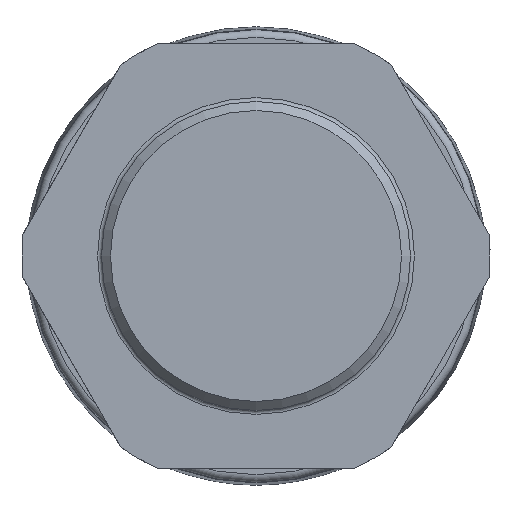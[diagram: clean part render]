
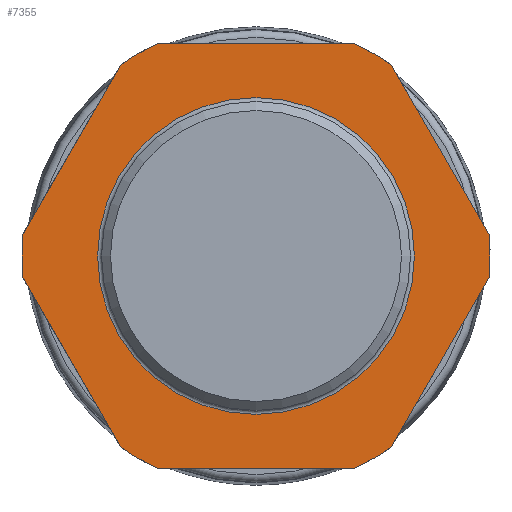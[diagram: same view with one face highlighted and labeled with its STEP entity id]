
A CAD part, left-side view. The second image highlights one B-rep face of the part: STEP entity #7355.
In plain terms, the highlighted planar face has unit normal (-1, 0, 0).
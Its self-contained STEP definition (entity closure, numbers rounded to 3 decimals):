
#257=FACE_BOUND('',#1808,.T.);
#657=LINE('',#11157,#889);
#660=LINE('',#11187,#892);
#663=LINE('',#11217,#895);
#666=LINE('',#11247,#898);
#669=LINE('',#11277,#901);
#672=LINE('',#11307,#904);
#889=VECTOR('',#8858,10.);
#892=VECTOR('',#8863,10.);
#895=VECTOR('',#8868,10.);
#898=VECTOR('',#8873,10.);
#901=VECTOR('',#8878,10.);
#904=VECTOR('',#8883,10.);
#1348=FACE_OUTER_BOUND('',#1807,.T.);
#1807=EDGE_LOOP('',(#4734,#4735,#4736,#4737,#4738,#4739,#4740,#4741,#4742,
#4743,#4744,#4745));
#1808=EDGE_LOOP('',(#4746));
#2376=CIRCLE('',#7838,30.3);
#2377=CIRCLE('',#7840,30.3);
#2379=CIRCLE('',#7843,30.3);
#2382=CIRCLE('',#7847,30.3);
#2384=CIRCLE('',#7850,30.3);
#2385=CIRCLE('',#7852,30.3);
#2388=CIRCLE('',#7857,20.5);
#2859=VERTEX_POINT('',#11154);
#2860=VERTEX_POINT('',#11156);
#2863=VERTEX_POINT('',#11184);
#2864=VERTEX_POINT('',#11186);
#2867=VERTEX_POINT('',#11214);
#2868=VERTEX_POINT('',#11216);
#2871=VERTEX_POINT('',#11244);
#2872=VERTEX_POINT('',#11246);
#2875=VERTEX_POINT('',#11274);
#2876=VERTEX_POINT('',#11276);
#2879=VERTEX_POINT('',#11304);
#2880=VERTEX_POINT('',#11306);
#2882=VERTEX_POINT('',#11331);
#3607=EDGE_CURVE('',#2860,#2859,#657,.T.);
#3611=EDGE_CURVE('',#2864,#2863,#660,.T.);
#3615=EDGE_CURVE('',#2868,#2867,#663,.T.);
#3619=EDGE_CURVE('',#2872,#2871,#666,.T.);
#3623=EDGE_CURVE('',#2876,#2875,#669,.T.);
#3627=EDGE_CURVE('',#2880,#2879,#672,.T.);
#3630=EDGE_CURVE('',#2880,#2871,#2376,.T.);
#3631=EDGE_CURVE('',#2868,#2879,#2377,.T.);
#3633=EDGE_CURVE('',#2864,#2875,#2379,.T.);
#3636=EDGE_CURVE('',#2872,#2863,#2382,.T.);
#3638=EDGE_CURVE('',#2876,#2859,#2384,.T.);
#3639=EDGE_CURVE('',#2860,#2867,#2385,.T.);
#3642=EDGE_CURVE('',#2882,#2882,#2388,.T.);
#4734=ORIENTED_EDGE('',*,*,#3607,.T.);
#4735=ORIENTED_EDGE('',*,*,#3638,.F.);
#4736=ORIENTED_EDGE('',*,*,#3623,.T.);
#4737=ORIENTED_EDGE('',*,*,#3633,.F.);
#4738=ORIENTED_EDGE('',*,*,#3611,.T.);
#4739=ORIENTED_EDGE('',*,*,#3636,.F.);
#4740=ORIENTED_EDGE('',*,*,#3619,.T.);
#4741=ORIENTED_EDGE('',*,*,#3630,.F.);
#4742=ORIENTED_EDGE('',*,*,#3627,.T.);
#4743=ORIENTED_EDGE('',*,*,#3631,.F.);
#4744=ORIENTED_EDGE('',*,*,#3615,.T.);
#4745=ORIENTED_EDGE('',*,*,#3639,.F.);
#4746=ORIENTED_EDGE('',*,*,#3642,.T.);
#6815=PLANE('',#7856);
#7355=ADVANCED_FACE('',(#1348,#257),#6815,.T.);
#7838=AXIS2_PLACEMENT_3D('',#11311,#8889,#8890);
#7840=AXIS2_PLACEMENT_3D('',#11313,#8893,#8894);
#7843=AXIS2_PLACEMENT_3D('',#11316,#8899,#8900);
#7847=AXIS2_PLACEMENT_3D('',#11320,#8907,#8908);
#7850=AXIS2_PLACEMENT_3D('',#11323,#8913,#8914);
#7852=AXIS2_PLACEMENT_3D('',#11325,#8917,#8918);
#7856=AXIS2_PLACEMENT_3D('',#11330,#8925,#8926);
#7857=AXIS2_PLACEMENT_3D('',#11332,#8927,#8928);
#8858=DIRECTION('',(0.,0.5,0.866));
#8863=DIRECTION('',(0.,0.5,-0.866));
#8868=DIRECTION('',(0.,-0.5,0.866));
#8873=DIRECTION('',(0.,-0.5,-0.866));
#8878=DIRECTION('',(0.,1.,0.));
#8883=DIRECTION('',(0.,-1.,0.));
#8889=DIRECTION('center_axis',(1.,0.,0.));
#8890=DIRECTION('ref_axis',(0.,0.,
1.));
#8893=DIRECTION('center_axis',(1.,0.,0.));
#8894=DIRECTION('ref_axis',(0.,0.,
1.));
#8899=DIRECTION('center_axis',(1.,0.,0.));
#8900=DIRECTION('ref_axis',(0.,0.,
1.));
#8907=DIRECTION('center_axis',(1.,0.,0.));
#8908=DIRECTION('ref_axis',(0.,0.,
1.));
#8913=DIRECTION('center_axis',(1.,0.,0.));
#8914=DIRECTION('ref_axis',(0.,0.,
1.));
#8917=DIRECTION('center_axis',(1.,0.,0.));
#8918=DIRECTION('ref_axis',(0.,0.,
1.));
#8925=DIRECTION('center_axis',(-1.,0.,0.));
#8926=DIRECTION('ref_axis',(0.,0.,
-1.));
#8927=DIRECTION('center_axis',(1.,0.,0.));
#8928=DIRECTION('ref_axis',(0.,0.,
1.));
#11154=CARTESIAN_POINT('',(-4.75,-17.455,24.767));
#11156=CARTESIAN_POINT('',(-4.75,-30.177,2.733));
#11157=CARTESIAN_POINT('',(-4.75,-30.784,1.681));
#11184=CARTESIAN_POINT('',(-4.75,30.177,2.733));
#11186=CARTESIAN_POINT('',(-4.75,17.455,24.767));
#11187=CARTESIAN_POINT('',(-4.75,16.848,25.819));
#11214=CARTESIAN_POINT('',(-4.75,-30.177,-2.733));
#11216=CARTESIAN_POINT('',(-4.75,-17.455,-24.767));
#11217=CARTESIAN_POINT('',(-4.75,-24.423,-12.698));
#11244=CARTESIAN_POINT('',(-4.75,17.455,-24.767));
#11246=CARTESIAN_POINT('',(-4.75,30.177,-2.733));
#11247=CARTESIAN_POINT('',(-4.75,23.209,-14.802));
#11274=CARTESIAN_POINT('',(-4.75,12.722,27.5));
#11276=CARTESIAN_POINT('',(-4.75,-12.722,27.5));
#11277=CARTESIAN_POINT('',(-4.75,-21.511,27.5));
#11304=CARTESIAN_POINT('',(-4.75,-12.722,-27.5));
#11306=CARTESIAN_POINT('',(-4.75,12.722,-27.5));
#11307=CARTESIAN_POINT('',(-4.75,-8.789,-27.5));
#11311=CARTESIAN_POINT('Origin',(-4.75,0.,0.));
#11313=CARTESIAN_POINT('Origin',(-4.75,0.,0.));
#11316=CARTESIAN_POINT('Origin',(-4.75,0.,0.));
#11320=CARTESIAN_POINT('Origin',(-4.75,0.,0.));
#11323=CARTESIAN_POINT('Origin',(-4.75,0.,0.));
#11325=CARTESIAN_POINT('Origin',(-4.75,0.,0.));
#11330=CARTESIAN_POINT('Origin',(-4.75,-30.3,0.));
#11331=CARTESIAN_POINT('',(-4.75,-20.5,0.));
#11332=CARTESIAN_POINT('Origin',(-4.75,0.,0.));
